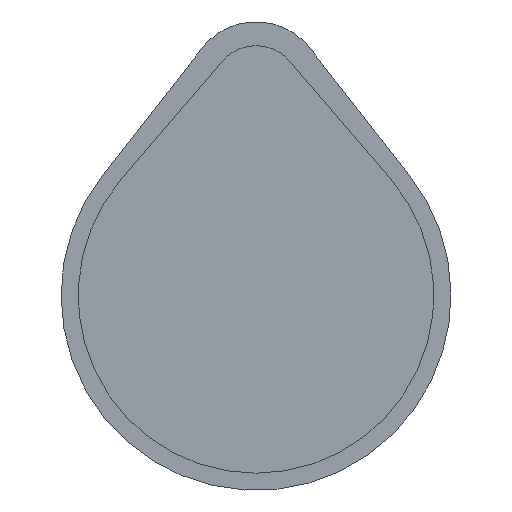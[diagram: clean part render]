
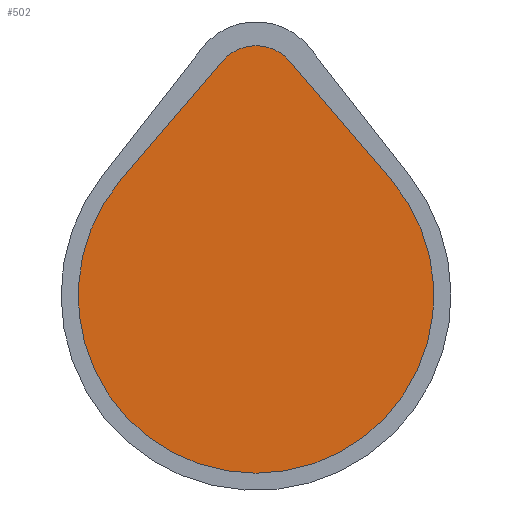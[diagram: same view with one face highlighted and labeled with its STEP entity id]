
A CAD part, front view. The second image highlights one B-rep face of the part: STEP entity #502.
In plain terms, the highlighted planar face has unit normal (0, -1, 0).
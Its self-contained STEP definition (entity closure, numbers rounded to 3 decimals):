
#8 = DIRECTION ( 'NONE',  ( 0., 0., 1. ) ) ;
#31 = CARTESIAN_POINT ( 'NONE',  ( 0., -30., 600. ) ) ;
#42 = VERTEX_POINT ( 'NONE', #482 ) ;
#49 = CARTESIAN_POINT ( 'NONE',  ( 395.166, -30., 338. ) ) ;
#90 = AXIS2_PLACEMENT_3D ( 'NONE', #406, #260, #8 ) ;
#108 = CIRCLE ( 'NONE', #90, 130. ) ;
#111 = DIRECTION ( 'NONE',  ( 0.65, 0., 0.76 ) ) ;
#113 = CIRCLE ( 'NONE', #221, 520. ) ;
#134 = EDGE_CURVE ( 'NONE', #579, #365, #113, .T. ) ;
#164 = ORIENTED_EDGE ( 'NONE', *, *, #475, .F. ) ;
#165 = VERTEX_POINT ( 'NONE', #49 ) ;
#180 = ORIENTED_EDGE ( 'NONE', *, *, #249, .F. ) ;
#182 = CARTESIAN_POINT ( 'NONE',  ( 98.791, -30., 684.5 ) ) ;
#189 = DIRECTION ( 'NONE',  ( 0., 1., 0. ) ) ;
#196 = LINE ( 'NONE', #182, #583 ) ;
#211 = VECTOR ( 'NONE', #111, 1000. ) ;
#221 = AXIS2_PLACEMENT_3D ( 'NONE', #478, #189, #281 ) ;
#225 = DIRECTION ( 'NONE',  ( 0., 1., 0. ) ) ;
#236 = ORIENTED_EDGE ( 'NONE', *, *, #311, .F. ) ;
#238 = EDGE_CURVE ( 'NONE', #365, #392, #305, .T. ) ;
#247 = PLANE ( 'NONE',  #534 ) ;
#249 = EDGE_CURVE ( 'NONE', #392, #42, #108, .T. ) ;
#260 = DIRECTION ( 'NONE',  ( 0., 1., 0. ) ) ;
#281 = DIRECTION ( 'NONE',  ( 0., 0., 1. ) ) ;
#285 = DIRECTION ( 'NONE',  ( 0.65, 0., -0.76 ) ) ;
#305 = LINE ( 'NONE', #495, #211 ) ;
#308 = FACE_OUTER_BOUND ( 'NONE', #538, .T. ) ;
#310 = DIRECTION ( 'NONE',  ( 0., 0., 1. ) ) ;
#311 = EDGE_CURVE ( 'NONE', #165, #579, #511, .T. ) ;
#312 = CARTESIAN_POINT ( 'NONE',  ( 0., -30., 0. ) ) ;
#325 = CARTESIAN_POINT ( 'NONE',  ( -98.791, -30., 684.5 ) ) ;
#365 = VERTEX_POINT ( 'NONE', #494 ) ;
#392 = VERTEX_POINT ( 'NONE', #325 ) ;
#403 = AXIS2_PLACEMENT_3D ( 'NONE', #312, #225, #602 ) ;
#406 = CARTESIAN_POINT ( 'NONE',  ( 0., -30., 600. ) ) ;
#418 = ORIENTED_EDGE ( 'NONE', *, *, #134, .F. ) ;
#440 = DIRECTION ( 'NONE',  ( 0., 1., 0. ) ) ;
#458 = ORIENTED_EDGE ( 'NONE', *, *, #238, .F. ) ;
#475 = EDGE_CURVE ( 'NONE', #42, #165, #196, .T. ) ;
#477 = CARTESIAN_POINT ( 'NONE',  ( 0., -30., -520. ) ) ;
#478 = CARTESIAN_POINT ( 'NONE',  ( 0., -30., 0. ) ) ;
#482 = CARTESIAN_POINT ( 'NONE',  ( 98.791, -30., 684.5 ) ) ;
#494 = CARTESIAN_POINT ( 'NONE',  ( -395.166, -30., 338. ) ) ;
#495 = CARTESIAN_POINT ( 'NONE',  ( -98.791, -30., 684.5 ) ) ;
#502 = ADVANCED_FACE ( 'NONE', ( #308 ), #247, .F. ) ;
#511 = CIRCLE ( 'NONE', #403, 520. ) ;
#534 = AXIS2_PLACEMENT_3D ( 'NONE', #31, #440, #310 ) ;
#538 = EDGE_LOOP ( 'NONE', ( #180, #458, #418, #236, #164 ) ) ;
#579 = VERTEX_POINT ( 'NONE', #477 ) ;
#583 = VECTOR ( 'NONE', #285, 1000. ) ;
#602 = DIRECTION ( 'NONE',  ( 0., 0., 1. ) ) ;
